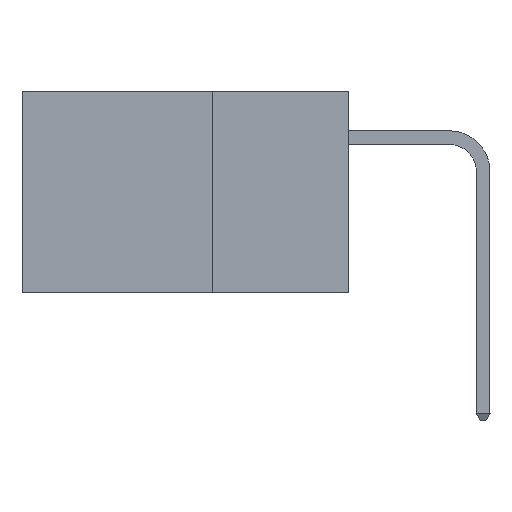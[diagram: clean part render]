
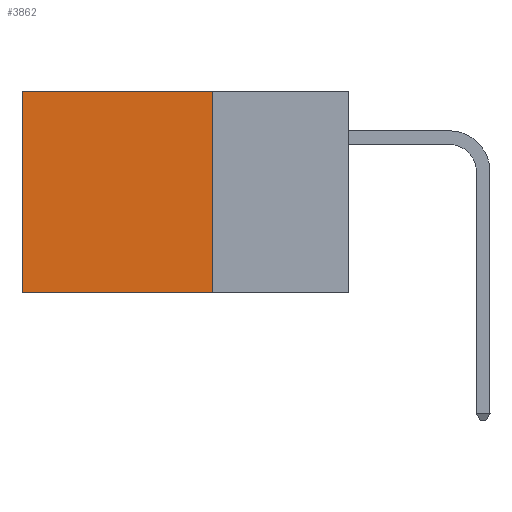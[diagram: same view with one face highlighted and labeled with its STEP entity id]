
A CAD part, left-side view. The second image highlights one B-rep face of the part: STEP entity #3862.
In plain terms, the highlighted planar face has unit normal (-1, 0, 0).
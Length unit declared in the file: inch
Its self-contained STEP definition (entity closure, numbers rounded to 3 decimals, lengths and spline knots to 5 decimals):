
#83 = DIRECTION ( 'NONE',  ( 0., 1., 0. ) ) ;
#311 = PLANE ( 'NONE',  #9914 ) ;
#1187 = VECTOR ( 'NONE', #22461, 39.37008 ) ;
#1523 = CARTESIAN_POINT ( 'NONE',  ( 0.2875, 0.25, 0. ) ) ;
#3525 = VERTEX_POINT ( 'NONE', #18329 ) ;
#3862 = ADVANCED_FACE ( 'NONE', ( #26773 ), #311, .F. ) ;
#4785 = DIRECTION ( 'NONE',  ( 0., 0., -1. ) ) ;
#5790 = VERTEX_POINT ( 'NONE', #1523 ) ;
#7125 = CARTESIAN_POINT ( 'NONE',  ( 0.2875, 0.25, 0. ) ) ;
#9325 = CARTESIAN_POINT ( 'NONE',  ( 0.2875, 0.25, 0. ) ) ;
#9331 = VECTOR ( 'NONE', #13964, 39.37008 ) ;
#9457 = EDGE_CURVE ( 'NONE', #5790, #10616, #19226, .T. ) ;
#9914 = AXIS2_PLACEMENT_3D ( 'NONE', #12264, #29482, #4785 ) ;
#10090 = ORIENTED_EDGE ( 'NONE', *, *, #9457, .F. ) ;
#10616 = VERTEX_POINT ( 'NONE', #15622 ) ;
#12159 = EDGE_CURVE ( 'NONE', #17272, #3525, #22148, .T. ) ;
#12264 = CARTESIAN_POINT ( 'NONE',  ( 0.2875, 0.25, 0. ) ) ;
#13964 = DIRECTION ( 'NONE',  ( 0., 0., -1. ) ) ;
#14202 = EDGE_CURVE ( 'NONE', #5790, #17272, #31162, .T. ) ;
#15622 = CARTESIAN_POINT ( 'NONE',  ( 0.2875, 0.25, -0.37 ) ) ;
#16583 = CARTESIAN_POINT ( 'NONE',  ( 0.2875, 0.25, -0.37 ) ) ;
#16741 = DIRECTION ( 'NONE',  ( 0., 1., 0. ) ) ;
#16784 = VECTOR ( 'NONE', #16741, 39.37008 ) ;
#17272 = VERTEX_POINT ( 'NONE', #28316 ) ;
#18329 = CARTESIAN_POINT ( 'NONE',  ( 0.2875, 0.6, -0.37 ) ) ;
#19226 = LINE ( 'NONE', #7125, #9331 ) ;
#22148 = LINE ( 'NONE', #26925, #1187 ) ;
#22461 = DIRECTION ( 'NONE',  ( 0., 0., -1. ) ) ;
#23323 = EDGE_LOOP ( 'NONE', ( #26904, #30164, #10090, #28635 ) ) ;
#23604 = LINE ( 'NONE', #16583, #16784 ) ;
#24717 = EDGE_CURVE ( 'NONE', #10616, #3525, #23604, .T. ) ;
#26773 = FACE_OUTER_BOUND ( 'NONE', #23323, .T. ) ;
#26904 = ORIENTED_EDGE ( 'NONE', *, *, #12159, .T. ) ;
#26925 = CARTESIAN_POINT ( 'NONE',  ( 0.2875, 0.6, 0. ) ) ;
#27284 = VECTOR ( 'NONE', #83, 39.37008 ) ;
#28316 = CARTESIAN_POINT ( 'NONE',  ( 0.2875, 0.6, 0. ) ) ;
#28635 = ORIENTED_EDGE ( 'NONE', *, *, #14202, .T. ) ;
#29482 = DIRECTION ( 'NONE',  ( 1., 0., 0. ) ) ;
#30164 = ORIENTED_EDGE ( 'NONE', *, *, #24717, .F. ) ;
#31162 = LINE ( 'NONE', #9325, #27284 ) ;
